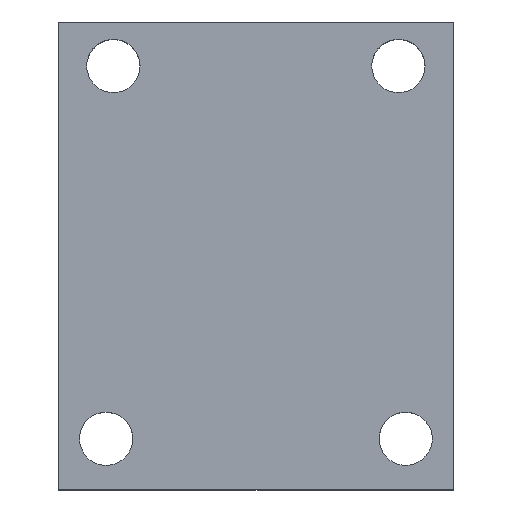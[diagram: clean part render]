
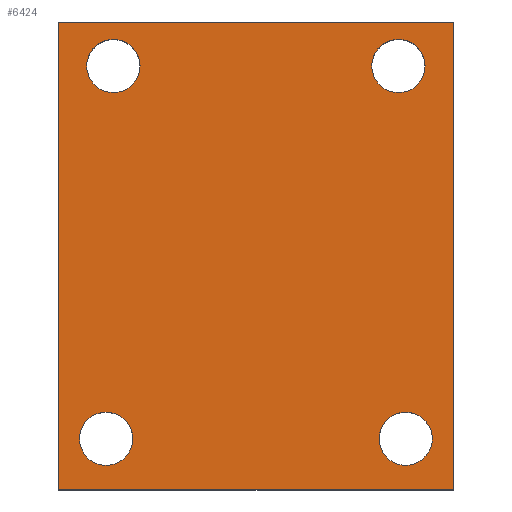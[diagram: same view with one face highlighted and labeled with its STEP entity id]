
A CAD part, top view. The second image highlights one B-rep face of the part: STEP entity #6424.
In plain terms, the highlighted planar face has unit normal (0, 0, 1).
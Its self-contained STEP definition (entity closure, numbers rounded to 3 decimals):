
#586=FACE_BOUND('',#1487,.T.);
#587=FACE_BOUND('',#1488,.T.);
#588=FACE_BOUND('',#1489,.T.);
#589=FACE_BOUND('',#1490,.T.);
#811=PLANE('',#6706);
#1132=FACE_OUTER_BOUND('',#1486,.T.);
#1486=EDGE_LOOP('',(#6083,#6084,#6085,#6086));
#1487=EDGE_LOOP('',(#6087));
#1488=EDGE_LOOP('',(#6088));
#1489=EDGE_LOOP('',(#6089));
#1490=EDGE_LOOP('',(#6090));
#1776=LINE('',#9865,#2451);
#2161=LINE('',#10801,#2836);
#2163=LINE('',#10805,#2838);
#2165=LINE('',#10808,#2840);
#2451=VECTOR('',#7216,10.);
#2836=VECTOR('',#7907,10.);
#2838=VECTOR('',#7911,10.);
#2840=VECTOR('',#7915,10.);
#2869=CIRCLE('',#6695,2.896);
#2870=CIRCLE('',#6697,2.896);
#2871=CIRCLE('',#6699,2.896);
#2872=CIRCLE('',#6701,2.896);
#3187=VERTEX_POINT('',#9862);
#3188=VERTEX_POINT('',#9864);
#3454=VERTEX_POINT('',#10784);
#3455=VERTEX_POINT('',#10788);
#3456=VERTEX_POINT('',#10792);
#3457=VERTEX_POINT('',#10796);
#3458=VERTEX_POINT('',#10800);
#3459=VERTEX_POINT('',#10804);
#3925=EDGE_CURVE('',#3188,#3187,#1776,.T.);
#4325=EDGE_CURVE('',#3454,#3454,#2869,.T.);
#4327=EDGE_CURVE('',#3455,#3455,#2870,.T.);
#4329=EDGE_CURVE('',#3456,#3456,#2871,.T.);
#4331=EDGE_CURVE('',#3457,#3457,#2872,.T.);
#4332=EDGE_CURVE('',#3458,#3188,#2161,.T.);
#4334=EDGE_CURVE('',#3459,#3458,#2163,.T.);
#4336=EDGE_CURVE('',#3187,#3459,#2165,.T.);
#6083=ORIENTED_EDGE('',*,*,#3925,.T.);
#6084=ORIENTED_EDGE('',*,*,#4336,.T.);
#6085=ORIENTED_EDGE('',*,*,#4334,.T.);
#6086=ORIENTED_EDGE('',*,*,#4332,.T.);
#6087=ORIENTED_EDGE('',*,*,#4325,.T.);
#6088=ORIENTED_EDGE('',*,*,#4327,.T.);
#6089=ORIENTED_EDGE('',*,*,#4329,.T.);
#6090=ORIENTED_EDGE('',*,*,#4331,.T.);
#6424=ADVANCED_FACE('',(#1132,#586,#587,#588,#589),#811,.T.);
#6695=AXIS2_PLACEMENT_3D('',#10786,#7888,#7889);
#6697=AXIS2_PLACEMENT_3D('',#10790,#7893,#7894);
#6699=AXIS2_PLACEMENT_3D('',#10794,#7898,#7899);
#6701=AXIS2_PLACEMENT_3D('',#10798,#7903,#7904);
#6706=AXIS2_PLACEMENT_3D('',#10810,#7918,#7919);
#7216=DIRECTION('',(1.,0.,0.));
#7888=DIRECTION('center_axis',(0.,0.,-1.));
#7889=DIRECTION('ref_axis',(1.,0.,0.));
#7893=DIRECTION('center_axis',(0.,0.,-1.));
#7894=DIRECTION('ref_axis',(1.,0.,0.));
#7898=DIRECTION('center_axis',(0.,0.,-1.));
#7899=DIRECTION('ref_axis',(1.,0.,0.));
#7903=DIRECTION('center_axis',(0.,0.,-1.));
#7904=DIRECTION('ref_axis',(1.,0.,0.));
#7907=DIRECTION('',(0.,-1.,0.));
#7911=DIRECTION('',(-1.,0.,0.));
#7915=DIRECTION('',(0.,1.,0.));
#7918=DIRECTION('center_axis',(0.,0.,1.));
#7919=DIRECTION('ref_axis',(1.,0.,0.));
#9862=CARTESIAN_POINT('',(42.875,0.,19.05));
#9864=CARTESIAN_POINT('',(0.,0.,19.05));
#9865=CARTESIAN_POINT('',(0.,0.,19.05));
#10784=CARTESIAN_POINT('',(34.798,5.537,19.05));
#10786=CARTESIAN_POINT('Origin',(37.694,5.537,19.05));
#10788=CARTESIAN_POINT('',(3.048,46.025,19.05));
#10790=CARTESIAN_POINT('Origin',(5.944,46.025,19.05));
#10792=CARTESIAN_POINT('',(34.011,46.025,19.05));
#10794=CARTESIAN_POINT('Origin',(36.906,46.025,19.05));
#10796=CARTESIAN_POINT('',(2.261,5.537,19.05));
#10798=CARTESIAN_POINT('Origin',(5.156,5.537,19.05));
#10800=CARTESIAN_POINT('',(0.,50.8,19.05));
#10801=CARTESIAN_POINT('',(0.,50.8,19.05));
#10804=CARTESIAN_POINT('',(42.875,50.8,19.05));
#10805=CARTESIAN_POINT('',(42.875,50.8,19.05));
#10808=CARTESIAN_POINT('',(42.875,0.,19.05));
#10810=CARTESIAN_POINT('Origin',(21.438,25.4,19.05));
